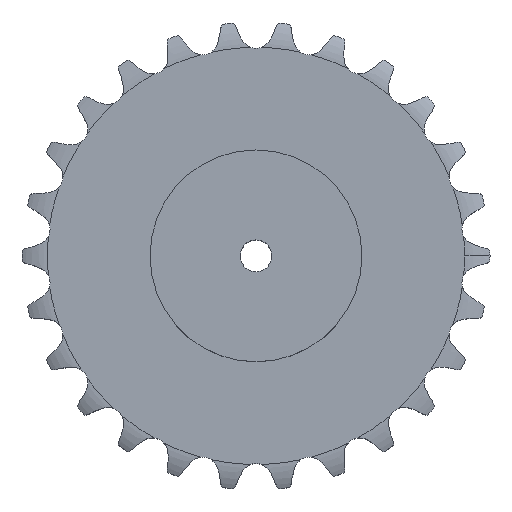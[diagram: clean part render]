
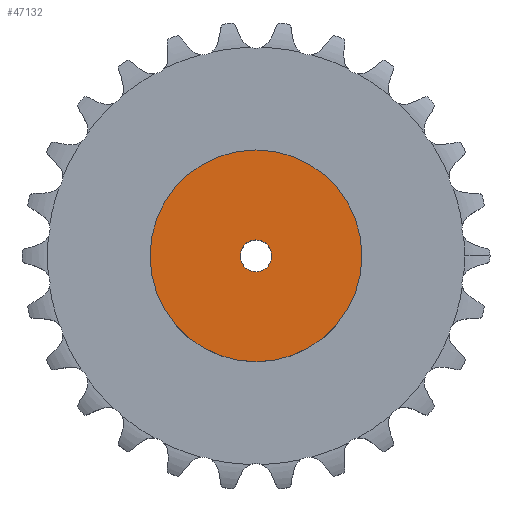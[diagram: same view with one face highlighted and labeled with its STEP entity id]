
A CAD part, top view. The second image highlights one B-rep face of the part: STEP entity #47132.
In plain terms, the highlighted planar face has unit normal (0, 0, 1).
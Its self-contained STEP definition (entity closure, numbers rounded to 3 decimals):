
#25140 = CYLINDRICAL_SURFACE('',#25141,15.);
#25141 = AXIS2_PLACEMENT_3D('',#25142,#25143,#25144);
#25142 = CARTESIAN_POINT('',(0.,0.,679.334));
#25143 = DIRECTION('',(0.,0.,1.));
#25144 = DIRECTION('',(1.,0.,0.));
#31912 = EDGE_CURVE('',#31913,#31913,#31915,.T.);
#31913 = VERTEX_POINT('',#31914);
#31914 = CARTESIAN_POINT('',(15.,0.,120.));
#31915 = SURFACE_CURVE('',#31916,(#31921,#31928),.PCURVE_S1.);
#31916 = CIRCLE('',#31917,15.);
#31917 = AXIS2_PLACEMENT_3D('',#31918,#31919,#31920);
#31918 = CARTESIAN_POINT('',(0.,0.,120.));
#31919 = DIRECTION('',(0.,0.,1.));
#31920 = DIRECTION('',(1.,0.,0.));
#31921 = PCURVE('',#25140,#31922);
#31922 = DEFINITIONAL_REPRESENTATION('',(#31923),#31927);
#31923 = LINE('',#31924,#31925);
#31924 = CARTESIAN_POINT('',(0.,-559.334));
#31925 = VECTOR('',#31926,1.);
#31926 = DIRECTION('',(1.,0.));
#31927 = ( GEOMETRIC_REPRESENTATION_CONTEXT(2) 
PARAMETRIC_REPRESENTATION_CONTEXT() REPRESENTATION_CONTEXT('2D SPACE',''
  ) );
#31928 = PCURVE('',#31929,#31934);
#31929 = PLANE('',#31930);
#31930 = AXIS2_PLACEMENT_3D('',#31931,#31932,#31933);
#31931 = CARTESIAN_POINT('',(0.,0.,120.
    ));
#31932 = DIRECTION('',(0.,0.,1.));
#31933 = DIRECTION('',(1.,0.,0.));
#31934 = DEFINITIONAL_REPRESENTATION('',(#31935),#31939);
#31935 = CIRCLE('',#31936,15.);
#31936 = AXIS2_PLACEMENT_2D('',#31937,#31938);
#31937 = CARTESIAN_POINT('',(0.,0.));
#31938 = DIRECTION('',(1.,0.));
#31939 = ( GEOMETRIC_REPRESENTATION_CONTEXT(2) 
PARAMETRIC_REPRESENTATION_CONTEXT() REPRESENTATION_CONTEXT('2D SPACE',''
  ) );
#47132 = ADVANCED_FACE('',(#47133,#47164),#31929,.T.);
#47133 = FACE_BOUND('',#47134,.T.);
#47134 = EDGE_LOOP('',(#47135));
#47135 = ORIENTED_EDGE('',*,*,#47136,.T.);
#47136 = EDGE_CURVE('',#47137,#47137,#47139,.T.);
#47137 = VERTEX_POINT('',#47138);
#47138 = CARTESIAN_POINT('',(100.,0.,120.));
#47139 = SURFACE_CURVE('',#47140,(#47145,#47152),.PCURVE_S1.);
#47140 = CIRCLE('',#47141,100.);
#47141 = AXIS2_PLACEMENT_3D('',#47142,#47143,#47144);
#47142 = CARTESIAN_POINT('',(0.,0.,120.));
#47143 = DIRECTION('',(0.,0.,1.));
#47144 = DIRECTION('',(1.,0.,0.));
#47145 = PCURVE('',#31929,#47146);
#47146 = DEFINITIONAL_REPRESENTATION('',(#47147),#47151);
#47147 = CIRCLE('',#47148,100.);
#47148 = AXIS2_PLACEMENT_2D('',#47149,#47150);
#47149 = CARTESIAN_POINT('',(0.,0.));
#47150 = DIRECTION('',(1.,0.));
#47151 = ( GEOMETRIC_REPRESENTATION_CONTEXT(2) 
PARAMETRIC_REPRESENTATION_CONTEXT() REPRESENTATION_CONTEXT('2D SPACE',''
  ) );
#47152 = PCURVE('',#47153,#47158);
#47153 = CYLINDRICAL_SURFACE('',#47154,100.);
#47154 = AXIS2_PLACEMENT_3D('',#47155,#47156,#47157);
#47155 = CARTESIAN_POINT('',(0.,0.,0.));
#47156 = DIRECTION('',(-0.,-0.,-1.));
#47157 = DIRECTION('',(1.,0.,0.));
#47158 = DEFINITIONAL_REPRESENTATION('',(#47159),#47163);
#47159 = LINE('',#47160,#47161);
#47160 = CARTESIAN_POINT('',(-0.,-120.));
#47161 = VECTOR('',#47162,1.);
#47162 = DIRECTION('',(-1.,0.));
#47163 = ( GEOMETRIC_REPRESENTATION_CONTEXT(2) 
PARAMETRIC_REPRESENTATION_CONTEXT() REPRESENTATION_CONTEXT('2D SPACE',''
  ) );
#47164 = FACE_BOUND('',#47165,.T.);
#47165 = EDGE_LOOP('',(#47166));
#47166 = ORIENTED_EDGE('',*,*,#31912,.F.);
